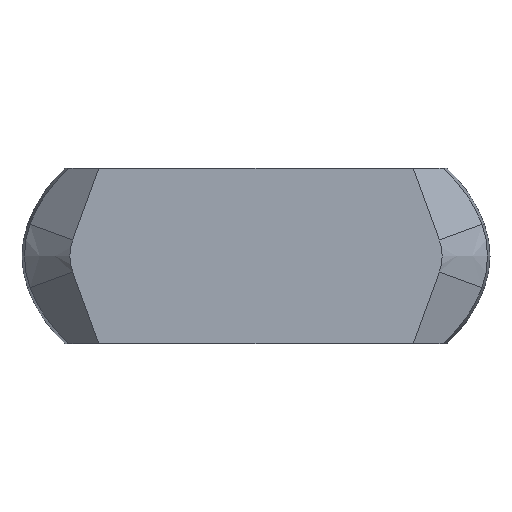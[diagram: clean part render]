
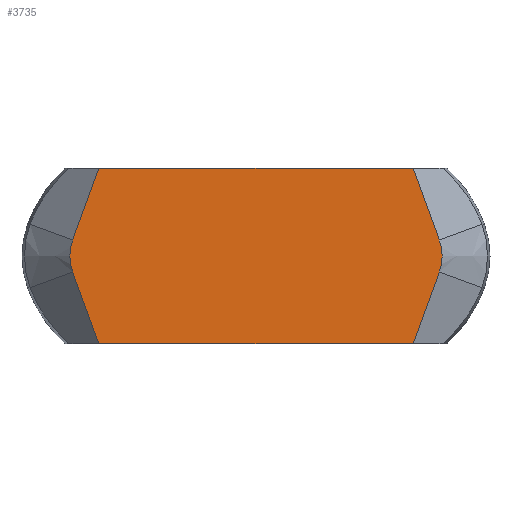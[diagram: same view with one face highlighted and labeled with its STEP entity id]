
A CAD part, left-side view. The second image highlights one B-rep face of the part: STEP entity #3735.
In plain terms, the highlighted planar face has unit normal (-1, 0, 0).
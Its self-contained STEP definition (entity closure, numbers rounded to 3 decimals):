
#213=CARTESIAN_POINT('',(-16.5,-14.,0.));
#214=DIRECTION('',(1.,0.,0.));
#215=DIRECTION('',(0.,-0.94,0.342));
#216=AXIS2_PLACEMENT_3D('',#213,#214,#215);
#218=DIRECTION('',(0.,-0.342,0.94));
#219=VECTOR('',#218,7.66);
#220=CARTESIAN_POINT('',(-16.5,-15.815,-8.813));
#221=LINE('',#220,#219);
#222=DIRECTION('',(0.,-1.,0.));
#223=VECTOR('',#222,31.631);
#224=CARTESIAN_POINT('',(-16.5,15.815,-8.813));
#225=LINE('',#224,#223);
#226=DIRECTION('',(0.,0.342,0.94));
#227=VECTOR('',#226,7.66);
#228=CARTESIAN_POINT('',(-16.5,15.815,-8.813));
#229=LINE('',#228,#227);
#230=CARTESIAN_POINT('',(-16.5,14.,0.));
#231=DIRECTION('',(1.,0.,0.));
#232=DIRECTION('',(0.,0.94,-0.342));
#233=AXIS2_PLACEMENT_3D('',#230,#231,#232);
#235=DIRECTION('',(0.,0.342,-0.94));
#236=VECTOR('',#235,7.66);
#237=CARTESIAN_POINT('',(-16.5,15.815,8.813));
#238=LINE('',#237,#236);
#239=DIRECTION('',(0.,-1.,0.));
#240=VECTOR('',#239,31.631);
#241=CARTESIAN_POINT('',(-16.5,15.815,8.813));
#242=LINE('',#241,#240);
#243=DIRECTION('',(0.,-0.342,-0.94));
#244=VECTOR('',#243,7.66);
#245=CARTESIAN_POINT('',(-16.5,-15.815,8.813));
#246=LINE('',#245,#244);
#3450=CARTESIAN_POINT('',(-16.5,15.815,8.813));
#3451=CARTESIAN_POINT('',(-16.5,-15.815,8.813));
#3452=VERTEX_POINT('',#3450);
#3453=VERTEX_POINT('',#3451);
#3474=CARTESIAN_POINT('',(-16.5,15.815,-8.813));
#3475=CARTESIAN_POINT('',(-16.5,-15.815,-8.813));
#3476=VERTEX_POINT('',#3474);
#3477=VERTEX_POINT('',#3475);
#3512=CARTESIAN_POINT('',(-16.5,-18.435,1.614));
#3513=VERTEX_POINT('',#3512);
#3516=CARTESIAN_POINT('',(-16.5,18.435,1.614));
#3517=VERTEX_POINT('',#3516);
#3520=CARTESIAN_POINT('',(-16.5,-18.435,-1.614));
#3521=VERTEX_POINT('',#3520);
#3524=CARTESIAN_POINT('',(-16.5,18.435,-1.614));
#3525=VERTEX_POINT('',#3524);
#3713=CARTESIAN_POINT('',(-16.5,0.,0.));
#3714=DIRECTION('',(-1.,0.,0.));
#3715=DIRECTION('',(0.,0.,1.));
#3716=AXIS2_PLACEMENT_3D('',#3713,#3714,#3715);
#3717=PLANE('',#3716);
#3719=ORIENTED_EDGE('',*,*,#3718,.T.);
#3721=ORIENTED_EDGE('',*,*,#3720,.F.);
#3723=ORIENTED_EDGE('',*,*,#3722,.F.);
#3725=ORIENTED_EDGE('',*,*,#3724,.T.);
#3727=ORIENTED_EDGE('',*,*,#3726,.T.);
#3729=ORIENTED_EDGE('',*,*,#3728,.F.);
#3730=ORIENTED_EDGE('',*,*,#3637,.T.);
#3732=ORIENTED_EDGE('',*,*,#3731,.T.);
#3733=EDGE_LOOP('',(#3719,#3721,#3723,#3725,#3727,#3729,#3730,#3732));
#3734=FACE_OUTER_BOUND('',#3733,.F.);
#3735=ADVANCED_FACE('',(#3734),#3717,.T.);
#217=CIRCLE('',#216,4.72);
#234=CIRCLE('',#233,4.72);
#3637=EDGE_CURVE('',#3452,#3453,#242,.T.);
#3718=EDGE_CURVE('',#3513,#3521,#217,.T.);
#3720=EDGE_CURVE('',#3477,#3521,#221,.T.);
#3722=EDGE_CURVE('',#3476,#3477,#225,.T.);
#3724=EDGE_CURVE('',#3476,#3525,#229,.T.);
#3726=EDGE_CURVE('',#3525,#3517,#234,.T.);
#3728=EDGE_CURVE('',#3452,#3517,#238,.T.);
#3731=EDGE_CURVE('',#3453,#3513,#246,.T.);
